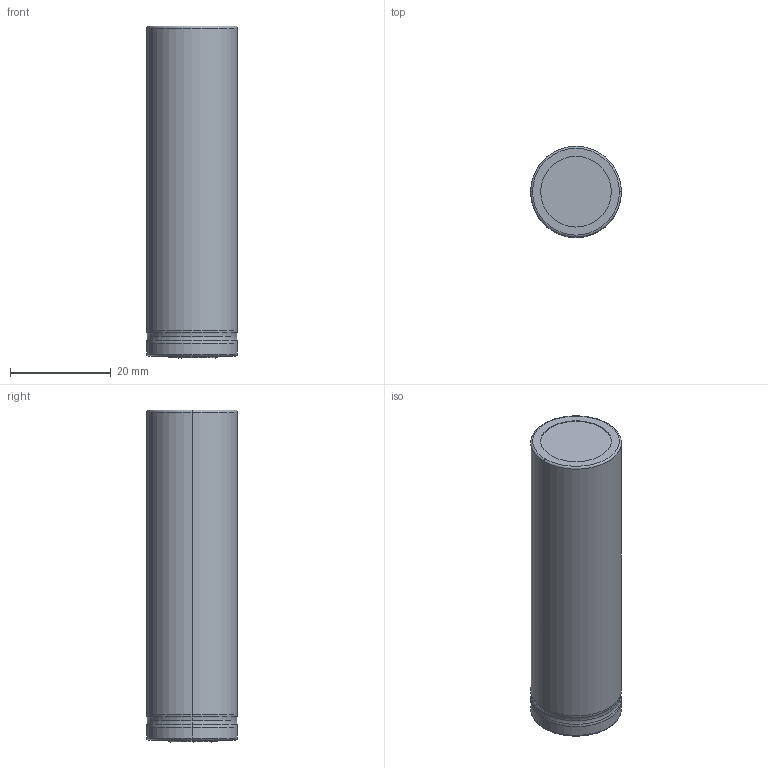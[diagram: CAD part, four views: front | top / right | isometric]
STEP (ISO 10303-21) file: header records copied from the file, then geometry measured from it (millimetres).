
FILE_DESCRIPTION (( 'STEP AP203' ), '1' );
FILE_NAME ('18650 Li Ion Battery.STEP', '2020-10-18T22:19:03', ( '' ), ( '' ), 'SwSTEP 2.0', 'SolidWorks 2019', '' );
FILE_SCHEMA (( 'CONFIG_CONTROL_DESIGN' ));
Length unit declared in the file: millimetre
Products named in the file (1): 18650 Li Ion Battery
Bounding box: 18 x 18 x 65.78 mm (x, y, z)
Volume: 16533.4 mm3; surface area: 4411 mm2
Topology: 1 solids, 1 shells, 55 faces, 139 edges, 88 vertices
Faces by surface type: cylinder 27, torus 15, plane 13
Entity records: 1813 total; most frequent: CARTESIAN_POINT 340, DIRECTION 328, ORIENTED_EDGE 278, AXIS2_PLACEMENT_3D 140, EDGE_CURVE 139, VERTEX_POINT 88, CIRCLE 84, EDGE_LOOP 61
